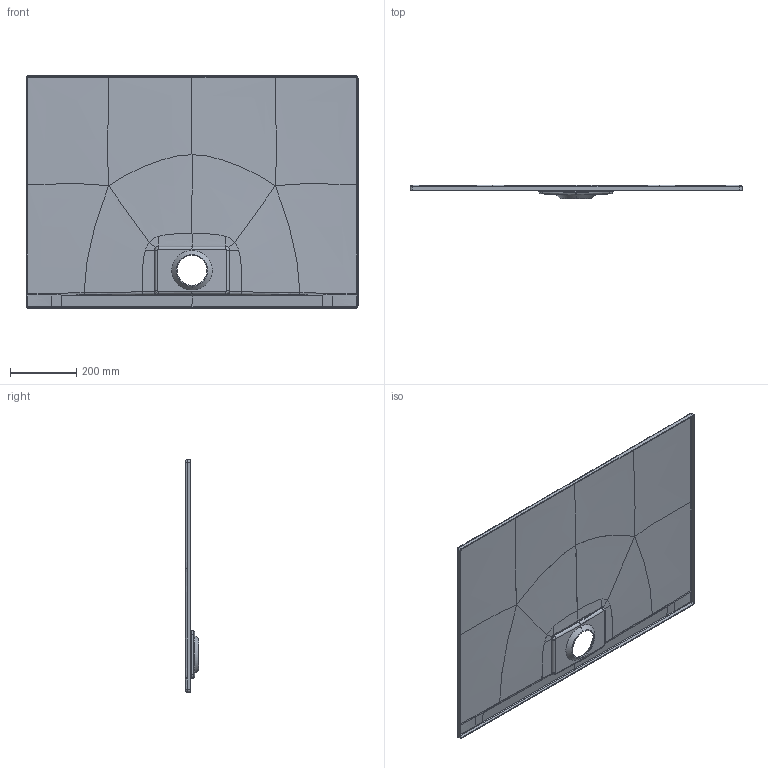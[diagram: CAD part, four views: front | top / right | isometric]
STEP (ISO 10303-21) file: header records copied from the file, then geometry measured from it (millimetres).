
FILE_DESCRIPTION((''),'2;1');
FILE_NAME('MASTER-FILE_1000X700','2015-11-25T',('grootj'),('Villeroy & Boch Wellness bv'),'CREO PARAMETRIC BY PTC INC, 2015290','CREO PARAMETRIC BY PTC INC, 2015290','');
FILE_SCHEMA(('CONFIG_CONTROL_DESIGN'));
Length unit declared in the file: millimetre
Products named in the file (1): MASTER-FILE_1000X700
Bounding box: 1000 x 40 x 700 mm (x, y, z)
Volume: 2212700.7 mm3; surface area: 1487768.8 mm2
Topology: 1 solids, 3 shells, 249 faces, 574 edges, 328 vertices
Faces by surface type: bspline 192, cylinder 26, plane 23, cone 8
Entity records: 17782 total; most frequent: CARTESIAN_POINT 13443, ORIENTED_EDGE 1140, EDGE_CURVE 574, DIRECTION 479, VERTEX_POINT 328, B_SPLINE_CURVE_WITH_KNOTS 325, EDGE_LOOP 252, FACE_OUTER_BOUND 249
